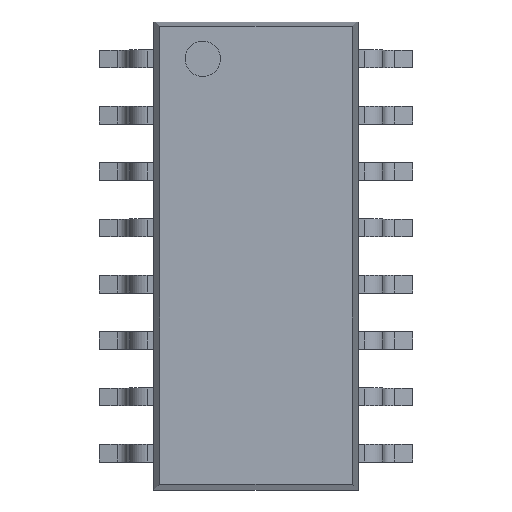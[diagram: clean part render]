
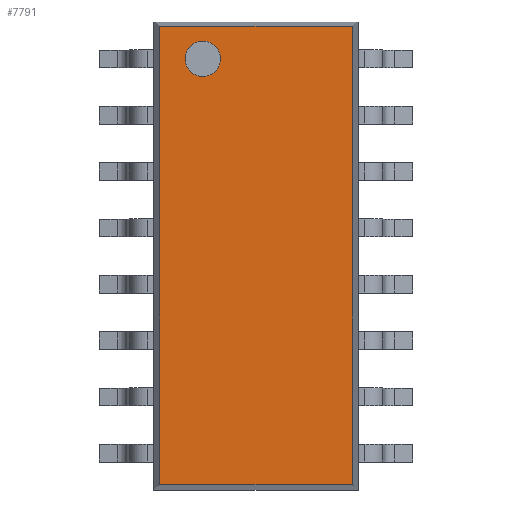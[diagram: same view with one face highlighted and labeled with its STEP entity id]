
A CAD part, top view. The second image highlights one B-rep face of the part: STEP entity #7791.
In plain terms, the highlighted planar face has unit normal (0, 0, 1).
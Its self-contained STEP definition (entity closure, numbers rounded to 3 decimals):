
#7519=CARTESIAN_POINT('',(-0.799,4.445,2.3));
#7520=VERTEX_POINT('',#7519);
#7529=CARTESIAN_POINT('',(-1.599,4.445,2.3));
#7530=VERTEX_POINT('',#7529);
#7531=CARTESIAN_POINT('',(-1.199,4.445,2.3));
#7532=DIRECTION('',(0.0,0.0,-1.0));
#7533=DIRECTION('',(1.0,0.0,0.0));
#7534=AXIS2_PLACEMENT_3D('',#7531,#7532,#7533);
#7535=CIRCLE('',#7534,0.4);
#7536=EDGE_CURVE('',#7530,#7520,#7535,.T.);
#7570=CARTESIAN_POINT('',(-1.199,4.445,2.3));
#7571=DIRECTION('',(0.0,0.0,-1.0));
#7572=DIRECTION('',(1.0,0.0,0.0));
#7573=AXIS2_PLACEMENT_3D('',#7570,#7571,#7572);
#7574=CIRCLE('',#7573,0.4);
#7575=EDGE_CURVE('',#7520,#7530,#7574,.T.);
#7690=CARTESIAN_POINT('',(-2.174,5.174,2.3));
#7691=VERTEX_POINT('',#7690);
#7692=CARTESIAN_POINT('',(2.174,5.174,2.3));
#7693=VERTEX_POINT('',#7692);
#7694=CARTESIAN_POINT('',(-2.174,5.174,2.3));
#7695=DIRECTION('',(1.0,0.0,0.0));
#7696=VECTOR('',#7695,4.348);
#7697=LINE('',#7694,#7696);
#7698=EDGE_CURVE('',#7691,#7693,#7697,.T.);
#7730=CARTESIAN_POINT('',(2.174,-5.15,2.3));
#7731=VERTEX_POINT('',#7730);
#7732=CARTESIAN_POINT('',(2.174,-5.15,2.3));
#7733=DIRECTION('',(0.0,1.0,0.0));
#7734=VECTOR('',#7733,10.324);
#7735=LINE('',#7732,#7734);
#7736=EDGE_CURVE('',#7731,#7693,#7735,.T.);
#7764=CARTESIAN_POINT('',(2.199,-5.2,2.3));
#7765=DIRECTION('',(0.0,0.0,1.0));
#7766=DIRECTION('',(1.0,0.0,0.0));
#7767=AXIS2_PLACEMENT_3D('',#7764,#7765,#7766);
#7768=PLANE('',#7767);
#7769=ORIENTED_EDGE('',*,*,#7698,.F.);
#7770=CARTESIAN_POINT('',(-2.174,-5.15,2.3));
#7771=VERTEX_POINT('',#7770);
#7772=CARTESIAN_POINT('',(-2.174,5.174,2.3));
#7773=DIRECTION('',(0.0,-1.0,0.0));
#7774=VECTOR('',#7773,10.324);
#7775=LINE('',#7772,#7774);
#7776=EDGE_CURVE('',#7771,#7691,#7775,.F.);
#7777=ORIENTED_EDGE('',*,*,#7776,.F.);
#7778=CARTESIAN_POINT('',(-2.174,-5.15,2.3));
#7779=DIRECTION('',(1.0,0.0,0.0));
#7780=VECTOR('',#7779,4.348);
#7781=LINE('',#7778,#7780);
#7782=EDGE_CURVE('',#7731,#7771,#7781,.F.);
#7783=ORIENTED_EDGE('',*,*,#7782,.F.);
#7784=ORIENTED_EDGE('',*,*,#7736,.T.);
#7785=EDGE_LOOP('',(#7769,#7777,#7783,#7784));
#7786=FACE_OUTER_BOUND('',#7785,.T.);
#7787=ORIENTED_EDGE('',*,*,#7575,.T.);
#7788=ORIENTED_EDGE('',*,*,#7536,.T.);
#7789=EDGE_LOOP('',(#7787,#7788));
#7790=FACE_BOUND('',#7789,.T.);
#7791=ADVANCED_FACE('',(#7786,#7790),#7768,.T.);
